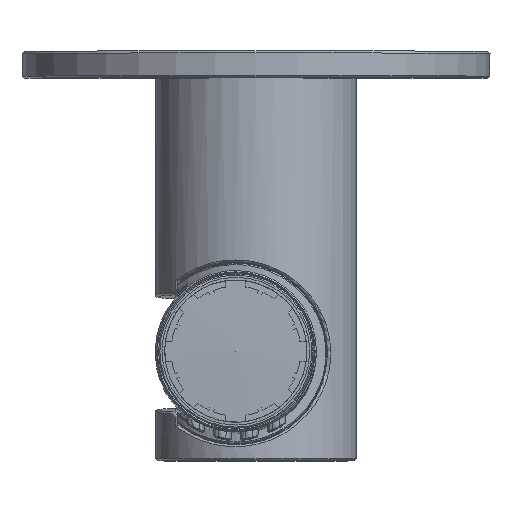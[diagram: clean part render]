
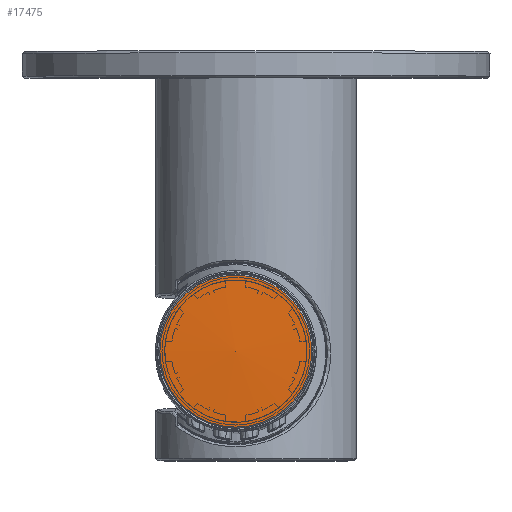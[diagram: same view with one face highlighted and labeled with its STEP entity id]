
A CAD part, top view. The second image highlights one B-rep face of the part: STEP entity #17475.
In plain terms, the highlighted spherical face has radius 189.104 mm.
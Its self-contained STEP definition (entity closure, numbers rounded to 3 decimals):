
#34=SPHERICAL_SURFACE('',#19186,189.104);
#6547=ORIENTED_EDGE('',*,*,#10066,.T.);
#10066=EDGE_CURVE('',#12080,#12080,#13214,.T.);
#12080=VERTEX_POINT('',#34262);
#13214=CIRCLE('',#19185,11.312);
#14361=EDGE_LOOP('',(#6547));
#15874=FACE_BOUND('',#14361,.T.);
#17475=ADVANCED_FACE('',(#15874),#34,.T.);
#19185=AXIS2_PLACEMENT_3D('',#34261,#22498,#22499);
#19186=AXIS2_PLACEMENT_3D('',#34263,#22500,#22501);
#22498=DIRECTION('',(0.,0.,1.));
#22499=DIRECTION('',(1.,0.,0.));
#22500=DIRECTION('',(0.,0.,1.));
#22501=DIRECTION('',(1.,0.,0.));
#34261=CARTESIAN_POINT('',(0.,0.,0.011));
#34262=CARTESIAN_POINT('',(11.312,0.,0.011));
#34263=CARTESIAN_POINT('',(0.,0.,-188.754));
